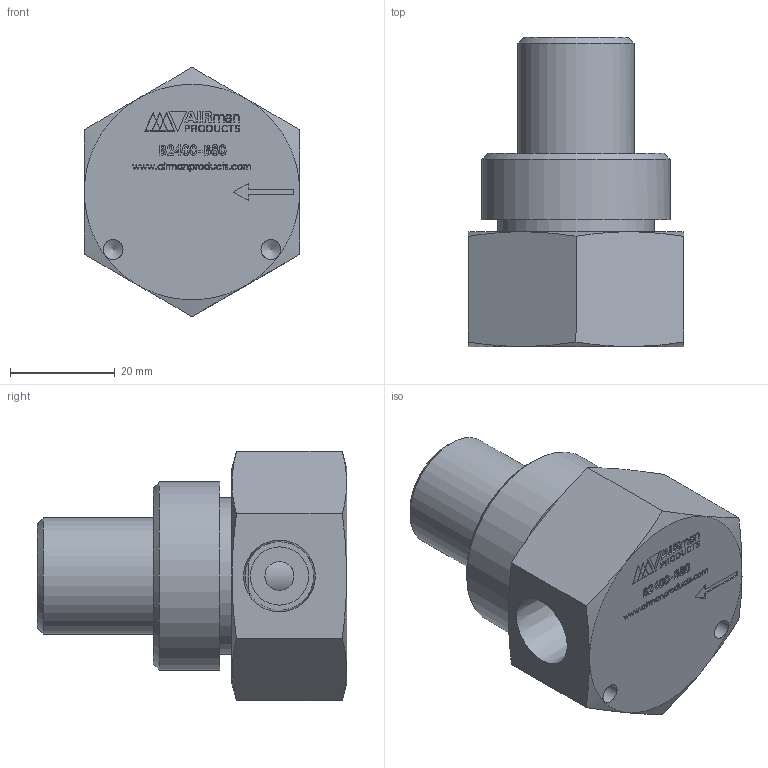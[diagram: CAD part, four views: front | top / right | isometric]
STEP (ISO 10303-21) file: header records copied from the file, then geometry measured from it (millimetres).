
FILE_DESCRIPTION (( 'STEP AP203' ), '1' );
FILE_NAME ('B2400-B80 VALVE, PRESS. PROT, .25 NPT.STEP', '2021-07-28T15:35:58', ( '' ), ( '' ), 'SwSTEP 2.0', 'SolidWorks 2018', '' );
FILE_SCHEMA (( 'CONFIG_CONTROL_DESIGN' ));
Length unit declared in the file: inch
Products named in the file (1): B2400-B80   VALVE, PRESS. PROT, .25 NPT
Bounding box: 41.27 x 59.2 x 47.66 mm (x, y, z)
Volume: 51027.6 mm3; surface area: 11640.1 mm2
Topology: 1 solids, 1 shells, 1336 faces, 3520 edges, 2339 vertices
Faces by surface type: plane 755, bspline 549, cone 17, cylinder 15
Full cylindrical faces by diameter (mm): 2.381 x1, 3.797 x2, 5.41 x1, 11.125 x2, 22.225 x1, 29.87 x1, 36.068 x1
Entity records: 70778 total; most frequent: CARTESIAN_POINT 41586, ORIENTED_EDGE 6980, DIRECTION 3984, EDGE_CURVE 3490, VERTEX_POINT 2327, LINE 2320, VECTOR 2320, EDGE_LOOP 1507
